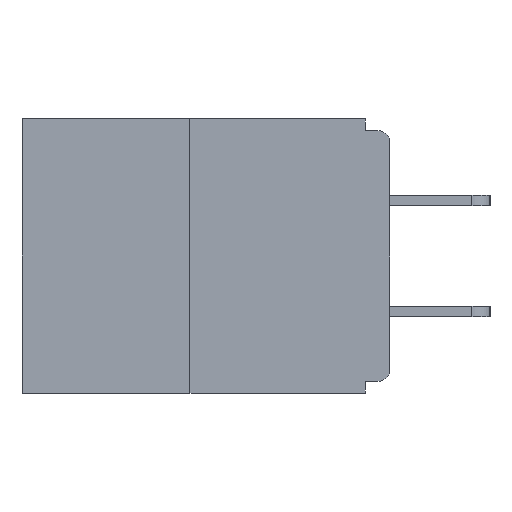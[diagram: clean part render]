
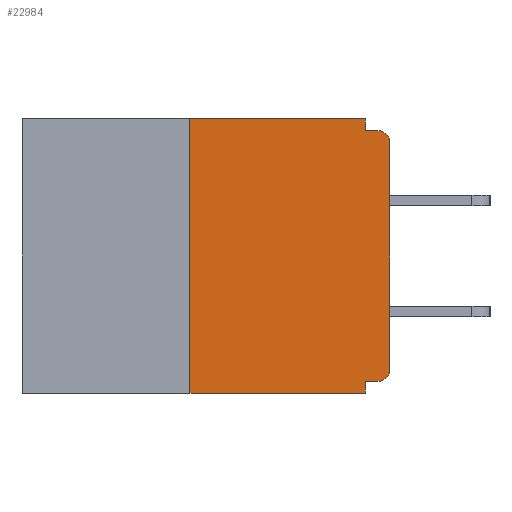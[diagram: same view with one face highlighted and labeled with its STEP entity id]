
A CAD part, left-side view. The second image highlights one B-rep face of the part: STEP entity #22984.
In plain terms, the highlighted planar face has unit normal (-1, 0, 0).
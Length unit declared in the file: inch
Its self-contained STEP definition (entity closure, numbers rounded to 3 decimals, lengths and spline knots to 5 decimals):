
#18 = CARTESIAN_POINT ( 'NONE',  ( 0., 0.031, -0.343 ) ) ;
#695 = EDGE_CURVE ( 'NONE', #24540, #23456, #9717, .T. ) ;
#865 = EDGE_CURVE ( 'NONE', #23948, #8594, #19435, .T. ) ;
#1305 = DIRECTION ( 'NONE',  ( 0., -1., 0. ) ) ;
#1505 = VERTEX_POINT ( 'NONE', #22238 ) ;
#1651 = CARTESIAN_POINT ( 'NONE',  ( 0., 0., -0.03 ) ) ;
#2382 = VECTOR ( 'NONE', #18149, 39.37008 ) ;
#2572 = DIRECTION ( 'NONE',  ( 0., 0., -1. ) ) ;
#2821 = CARTESIAN_POINT ( 'NONE',  ( 0., 0.46, 0. ) ) ;
#4015 = VECTOR ( 'NONE', #16711, 39.37008 ) ;
#4202 = CARTESIAN_POINT ( 'NONE',  ( 0., 0.015, -0.313 ) ) ;
#4410 = AXIS2_PLACEMENT_3D ( 'NONE', #4903, #6924, #2572 ) ;
#4903 = CARTESIAN_POINT ( 'NONE',  ( 0., 0.015, -0.03 ) ) ;
#5308 = VECTOR ( 'NONE', #12333, 39.37008 ) ;
#6535 = EDGE_CURVE ( 'NONE', #23456, #16661, #15383, .T. ) ;
#6552 = LINE ( 'NONE', #22400, #5308 ) ;
#6886 = EDGE_CURVE ( 'NONE', #15327, #8594, #13455, .T. ) ;
#6907 = CARTESIAN_POINT ( 'NONE',  ( 0., 0.25, 0. ) ) ;
#6924 = DIRECTION ( 'NONE',  ( -1., 0., 0. ) ) ;
#7020 = EDGE_LOOP ( 'NONE', ( #25460, #16960, #16038, #23096, #17166, #17314, #9512, #10235, #8419, #24252 ) ) ;
#7223 = EDGE_CURVE ( 'NONE', #16661, #20971, #19085, .T. ) ;
#7445 = DIRECTION ( 'NONE',  ( 0., -1., 0. ) ) ;
#8156 = CARTESIAN_POINT ( 'NONE',  ( 0., 0.46, -0.343 ) ) ;
#8419 = ORIENTED_EDGE ( 'NONE', *, *, #7223, .F. ) ;
#8594 = VERTEX_POINT ( 'NONE', #10714 ) ;
#8725 = FACE_OUTER_BOUND ( 'NONE', #7020, .T. ) ;
#8878 = VERTEX_POINT ( 'NONE', #9408 ) ;
#9203 = CARTESIAN_POINT ( 'NONE',  ( 0., 0.46, 0. ) ) ;
#9408 = CARTESIAN_POINT ( 'NONE',  ( 0., 0., -0.313 ) ) ;
#9512 = ORIENTED_EDGE ( 'NONE', *, *, #24680, .T. ) ;
#9717 = LINE ( 'NONE', #2821, #22345 ) ;
#10022 = VECTOR ( 'NONE', #7445, 39.37008 ) ;
#10235 = ORIENTED_EDGE ( 'NONE', *, *, #12462, .T. ) ;
#10672 = CARTESIAN_POINT ( 'NONE',  ( 0., 0.25, 0. ) ) ;
#10714 = CARTESIAN_POINT ( 'NONE',  ( 0., 0.031, -0.343 ) ) ;
#10865 = LINE ( 'NONE', #19855, #18708 ) ;
#11422 = CARTESIAN_POINT ( 'NONE',  ( 0., 0.015, -0.015 ) ) ;
#11496 = CARTESIAN_POINT ( 'NONE',  ( 0., 0., -0.015 ) ) ;
#12333 = DIRECTION ( 'NONE',  ( 0., 1., 0. ) ) ;
#12462 = EDGE_CURVE ( 'NONE', #17430, #20971, #17807, .T. ) ;
#12643 = DIRECTION ( 'NONE',  ( 0., -1., 0. ) ) ;
#13455 = LINE ( 'NONE', #18, #2382 ) ;
#13590 = CARTESIAN_POINT ( 'NONE',  ( 0., 0.031, -0.328 ) ) ;
#14029 = CARTESIAN_POINT ( 'NONE',  ( 0., 0.25, -0.343 ) ) ;
#15113 = DIRECTION ( 'NONE',  ( 1., 0., 0. ) ) ;
#15202 = PLANE ( 'NONE',  #18392 ) ;
#15327 = VERTEX_POINT ( 'NONE', #13590 ) ;
#15383 = LINE ( 'NONE', #18812, #4015 ) ;
#15636 = DIRECTION ( 'NONE',  ( 0., 0., 1. ) ) ;
#16038 = ORIENTED_EDGE ( 'NONE', *, *, #865, .T. ) ;
#16473 = DIRECTION ( 'NONE',  ( 0., 0., 1. ) ) ;
#16661 = VERTEX_POINT ( 'NONE', #21546 ) ;
#16711 = DIRECTION ( 'NONE',  ( 0., 0., -1. ) ) ;
#16960 = ORIENTED_EDGE ( 'NONE', *, *, #23334, .F. ) ;
#17166 = ORIENTED_EDGE ( 'NONE', *, *, #22228, .F. ) ;
#17314 = ORIENTED_EDGE ( 'NONE', *, *, #18218, .T. ) ;
#17430 = VERTEX_POINT ( 'NONE', #1651 ) ;
#17807 = CIRCLE ( 'NONE', #4410, 0.015 ) ;
#17824 = AXIS2_PLACEMENT_3D ( 'NONE', #4202, #20512, #22482 ) ;
#18149 = DIRECTION ( 'NONE',  ( 0., 0., -1. ) ) ;
#18164 = LINE ( 'NONE', #10672, #19760 ) ;
#18218 = EDGE_CURVE ( 'NONE', #1505, #8878, #24719, .T. ) ;
#18392 = AXIS2_PLACEMENT_3D ( 'NONE', #9203, #15113, #21550 ) ;
#18708 = VECTOR ( 'NONE', #15636, 39.37008 ) ;
#18812 = CARTESIAN_POINT ( 'NONE',  ( 0., 0.031, 0. ) ) ;
#19085 = LINE ( 'NONE', #11496, #23879 ) ;
#19435 = LINE ( 'NONE', #8156, #10022 ) ;
#19760 = VECTOR ( 'NONE', #16473, 39.37008 ) ;
#19855 = CARTESIAN_POINT ( 'NONE',  ( 0., 0., 0. ) ) ;
#20512 = DIRECTION ( 'NONE',  ( -1., 0., 0. ) ) ;
#20971 = VERTEX_POINT ( 'NONE', #11422 ) ;
#21546 = CARTESIAN_POINT ( 'NONE',  ( 0., 0.031, -0.015 ) ) ;
#21550 = DIRECTION ( 'NONE',  ( 0., 0., -1. ) ) ;
#22228 = EDGE_CURVE ( 'NONE', #1505, #15327, #6552, .T. ) ;
#22238 = CARTESIAN_POINT ( 'NONE',  ( 0., 0.015, -0.328 ) ) ;
#22345 = VECTOR ( 'NONE', #12643, 39.37008 ) ;
#22400 = CARTESIAN_POINT ( 'NONE',  ( 0., 0., -0.328 ) ) ;
#22482 = DIRECTION ( 'NONE',  ( 0., 0., -1. ) ) ;
#22984 = ADVANCED_FACE ( 'NONE', ( #8725 ), #15202, .F. ) ;
#23096 = ORIENTED_EDGE ( 'NONE', *, *, #6886, .F. ) ;
#23334 = EDGE_CURVE ( 'NONE', #23948, #24540, #18164, .T. ) ;
#23456 = VERTEX_POINT ( 'NONE', #25052 ) ;
#23879 = VECTOR ( 'NONE', #1305, 39.37008 ) ;
#23948 = VERTEX_POINT ( 'NONE', #14029 ) ;
#24252 = ORIENTED_EDGE ( 'NONE', *, *, #6535, .F. ) ;
#24540 = VERTEX_POINT ( 'NONE', #6907 ) ;
#24680 = EDGE_CURVE ( 'NONE', #8878, #17430, #10865, .T. ) ;
#24719 = CIRCLE ( 'NONE', #17824, 0.015 ) ;
#25052 = CARTESIAN_POINT ( 'NONE',  ( 0., 0.031, 0. ) ) ;
#25460 = ORIENTED_EDGE ( 'NONE', *, *, #695, .F. ) ;
